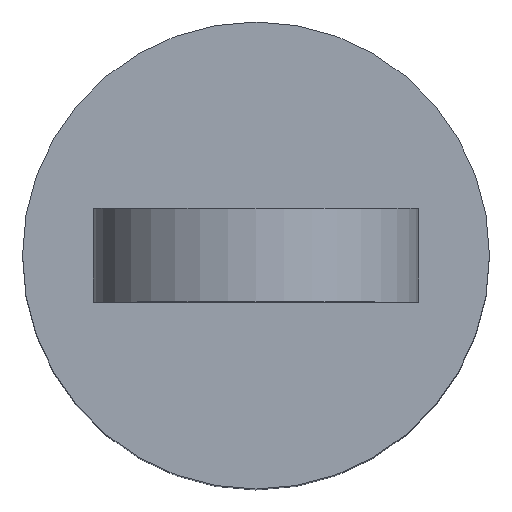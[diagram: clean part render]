
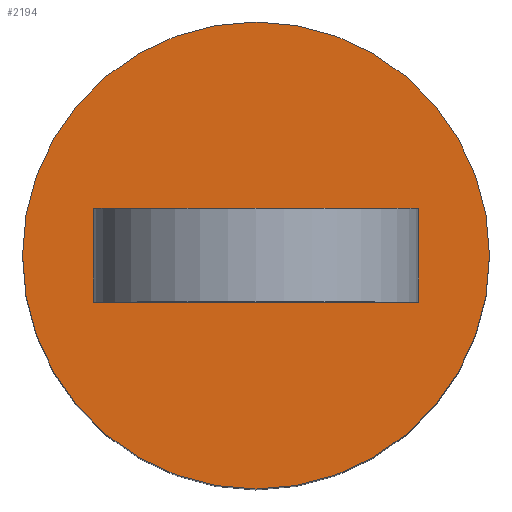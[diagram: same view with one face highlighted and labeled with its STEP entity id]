
A CAD part, top view. The second image highlights one B-rep face of the part: STEP entity #2194.
In plain terms, the highlighted planar face has unit normal (0, 0, 1).
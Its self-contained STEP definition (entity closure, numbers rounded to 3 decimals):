
#54 = CARTESIAN_POINT ( 'NONE',  ( -0.641, 0.255, 3.05 ) ) ;
#60 = VECTOR ( 'NONE', #158, 1000. ) ;
#71 = ORIENTED_EDGE ( 'NONE', *, *, #2146, .T. ) ;
#140 = DIRECTION ( 'NONE',  ( -1., 0., 0. ) ) ;
#158 = DIRECTION ( 'NONE',  ( 1., 0., 0. ) ) ;
#201 = CARTESIAN_POINT ( 'NONE',  ( 0.641, 0., 3.05 ) ) ;
#261 = EDGE_CURVE ( 'NONE', #1025, #2354, #1888, .T. ) ;
#286 = LINE ( 'NONE', #1078, #1134 ) ;
#288 = DIRECTION ( 'NONE',  ( 0., 0., -1. ) ) ;
#328 = VECTOR ( 'NONE', #140, 1000. ) ;
#359 = EDGE_CURVE ( 'NONE', #2434, #2354, #1918, .T. ) ;
#400 = DIRECTION ( 'NONE',  ( 0., 0., 1. ) ) ;
#482 = EDGE_LOOP ( 'NONE', ( #1596, #1297 ) ) ;
#494 = CARTESIAN_POINT ( 'NONE',  ( -0.641, -0.255, 3.05 ) ) ;
#498 = CARTESIAN_POINT ( 'NONE',  ( 0., 0., 3.05 ) ) ;
#763 = AXIS2_PLACEMENT_3D ( 'NONE', #1693, #1023, #1486 ) ;
#775 = ORIENTED_EDGE ( 'NONE', *, *, #2414, .F. ) ;
#808 = DIRECTION ( 'NONE',  ( 1., 0., 0. ) ) ;
#811 = VERTEX_POINT ( 'NONE', #1604 ) ;
#830 = DIRECTION ( 'NONE',  ( 1., 0., 0. ) ) ;
#851 = DIRECTION ( 'NONE',  ( 0., 1., 0. ) ) ;
#861 = CIRCLE ( 'NONE', #763, 1.27 ) ;
#1002 = CARTESIAN_POINT ( 'NONE',  ( 0., -0.255, 3.05 ) ) ;
#1023 = DIRECTION ( 'NONE',  ( 0., 0., -1. ) ) ;
#1025 = VERTEX_POINT ( 'NONE', #54 ) ;
#1037 = VERTEX_POINT ( 'NONE', #2188 ) ;
#1078 = CARTESIAN_POINT ( 'NONE',  ( -0.641, 0., 3.05 ) ) ;
#1134 = VECTOR ( 'NONE', #2578, 1000. ) ;
#1167 = ORIENTED_EDGE ( 'NONE', *, *, #261, .T. ) ;
#1176 = LINE ( 'NONE', #1002, #328 ) ;
#1297 = ORIENTED_EDGE ( 'NONE', *, *, #2238, .F. ) ;
#1460 = CARTESIAN_POINT ( 'NONE',  ( 0.641, 0.255, 3.05 ) ) ;
#1486 = DIRECTION ( 'NONE',  ( 1., 0., 0. ) ) ;
#1544 = VECTOR ( 'NONE', #851, 1000. ) ;
#1556 = EDGE_CURVE ( 'NONE', #1037, #811, #2175, .T. ) ;
#1596 = ORIENTED_EDGE ( 'NONE', *, *, #1556, .F. ) ;
#1604 = CARTESIAN_POINT ( 'NONE',  ( -1.27, 0., 3.05 ) ) ;
#1689 = VERTEX_POINT ( 'NONE', #494 ) ;
#1693 = CARTESIAN_POINT ( 'NONE',  ( 0., 0., 3.05 ) ) ;
#1717 = CARTESIAN_POINT ( 'NONE',  ( 0.641, -0.255, 3.05 ) ) ;
#1888 = LINE ( 'NONE', #2073, #60 ) ;
#1918 = LINE ( 'NONE', #201, #1544 ) ;
#2033 = ORIENTED_EDGE ( 'NONE', *, *, #359, .F. ) ;
#2071 = PLANE ( 'NONE',  #2119 ) ;
#2073 = CARTESIAN_POINT ( 'NONE',  ( 0., 0.255, 3.05 ) ) ;
#2119 = AXIS2_PLACEMENT_3D ( 'NONE', #2713, #400, #808 ) ;
#2140 = AXIS2_PLACEMENT_3D ( 'NONE', #498, #288, #830 ) ;
#2146 = EDGE_CURVE ( 'NONE', #2434, #1689, #1176, .T. ) ;
#2175 = CIRCLE ( 'NONE', #2140, 1.27 ) ;
#2188 = CARTESIAN_POINT ( 'NONE',  ( 1.27, 0., 3.05 ) ) ;
#2194 = ADVANCED_FACE ( 'NONE', ( #2371, #2648 ), #2071, .T. ) ;
#2238 = EDGE_CURVE ( 'NONE', #811, #1037, #861, .T. ) ;
#2354 = VERTEX_POINT ( 'NONE', #1460 ) ;
#2371 = FACE_OUTER_BOUND ( 'NONE', #482, .T. ) ;
#2414 = EDGE_CURVE ( 'NONE', #1025, #1689, #286, .T. ) ;
#2434 = VERTEX_POINT ( 'NONE', #1717 ) ;
#2576 = EDGE_LOOP ( 'NONE', ( #775, #1167, #2033, #71 ) ) ;
#2578 = DIRECTION ( 'NONE',  ( 0., -1., 0. ) ) ;
#2648 = FACE_BOUND ( 'NONE', #2576, .T. ) ;
#2713 = CARTESIAN_POINT ( 'NONE',  ( 0., 0., 3.05 ) ) ;
